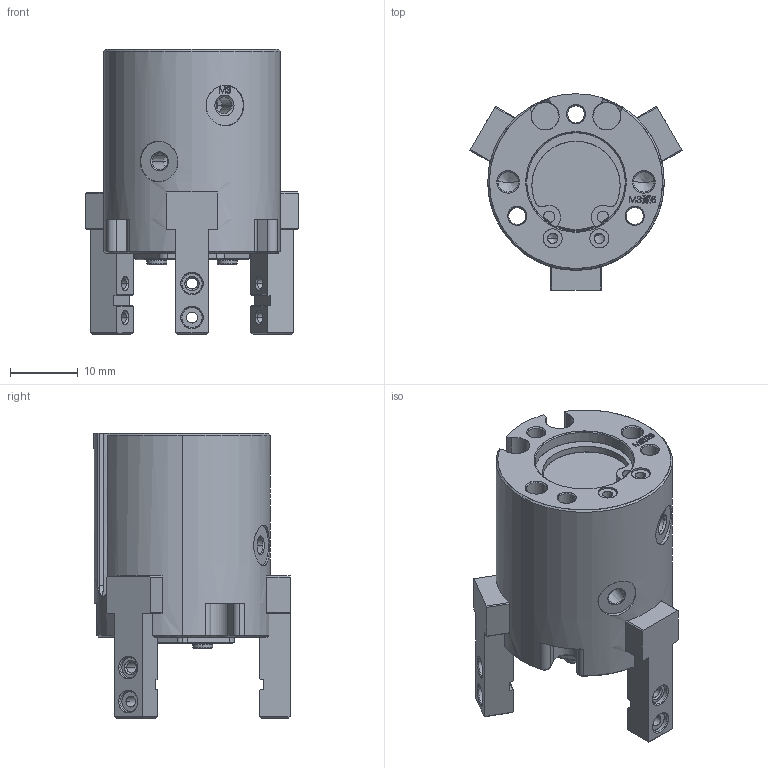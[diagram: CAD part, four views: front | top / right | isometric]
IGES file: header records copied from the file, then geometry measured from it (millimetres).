
Start section: SolidWorks IGES file using analytic representation for surfaces
Global section: file name: FY-MGD802-6.IGS,1; native system: 5HSolidWorks 2020; preprocessor: SolidWorks 2020; author: Administrator; date: 231113.160757; units: millimetre
Bounding box: 31.26 x 28.89 x 42 mm (x, y, z)
Surface area: 10250.9 mm2 (no closed solid volume)
Topology: 0 solids, 0 shells, 910 faces, 10222 edges, 10210 vertices
Faces by surface type: bspline 603, revolution 307
